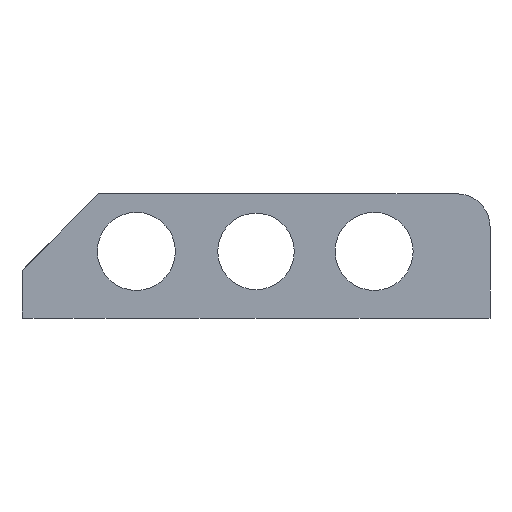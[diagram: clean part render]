
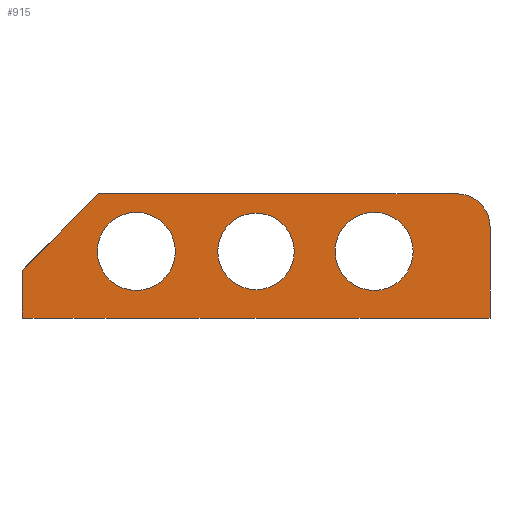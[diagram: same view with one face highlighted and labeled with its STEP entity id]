
A CAD part, top view. The second image highlights one B-rep face of the part: STEP entity #915.
In plain terms, the highlighted planar face has unit normal (0, 0, 1).
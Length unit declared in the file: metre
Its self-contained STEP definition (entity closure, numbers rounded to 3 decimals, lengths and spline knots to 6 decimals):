
#41=CIRCLE('',#993,0.007117);
#42=CIRCLE('',#994,0.00845);
#43=CIRCLE('',#995,0.00828);
#44=CIRCLE('',#996,0.00845);
#176=ORIENTED_EDGE('',*,*,#317,.F.);
#177=ORIENTED_EDGE('',*,*,#408,.F.);
#178=ORIENTED_EDGE('',*,*,#409,.T.);
#179=ORIENTED_EDGE('',*,*,#410,.T.);
#180=ORIENTED_EDGE('',*,*,#400,.F.);
#181=ORIENTED_EDGE('',*,*,#411,.F.);
#182=ORIENTED_EDGE('',*,*,#412,.F.);
#183=ORIENTED_EDGE('',*,*,#413,.F.);
#184=ORIENTED_EDGE('',*,*,#414,.F.);
#317=EDGE_CURVE('',#448,#449,#534,.T.);
#400=EDGE_CURVE('',#509,#510,#601,.T.);
#408=EDGE_CURVE('',#514,#448,#608,.T.);
#409=EDGE_CURVE('',#514,#515,#41,.T.);
#410=EDGE_CURVE('',#515,#510,#609,.T.);
#411=EDGE_CURVE('',#449,#509,#610,.T.);
#412=EDGE_CURVE('',#516,#516,#42,.T.);
#413=EDGE_CURVE('',#517,#517,#43,.T.);
#414=EDGE_CURVE('',#518,#518,#44,.T.);
#448=VERTEX_POINT('',#1297);
#449=VERTEX_POINT('',#1299);
#509=VERTEX_POINT('',#1478);
#510=VERTEX_POINT('',#1480);
#514=VERTEX_POINT('',#1494);
#515=VERTEX_POINT('',#1496);
#516=VERTEX_POINT('',#1500);
#517=VERTEX_POINT('',#1502);
#518=VERTEX_POINT('',#1504);
#534=LINE('',#1298,#640);
#601=LINE('',#1479,#707);
#608=LINE('',#1493,#714);
#609=LINE('',#1497,#715);
#610=LINE('',#1498,#716);
#640=VECTOR('',#1041,1.);
#707=VECTOR('',#1168,1.);
#714=VECTOR('',#1181,1.);
#715=VECTOR('',#1184,1.);
#716=VECTOR('',#1185,1.);
#759=EDGE_LOOP('',(#176,#177,#178,#179,#180,#181));
#760=EDGE_LOOP('',(#182));
#761=EDGE_LOOP('',(#183));
#762=EDGE_LOOP('',(#184));
#818=FACE_BOUND('',#759,.T.);
#819=FACE_BOUND('',#760,.T.);
#820=FACE_BOUND('',#761,.T.);
#821=FACE_BOUND('',#762,.T.);
#873=PLANE('',#992);
#915=ADVANCED_FACE('',(#818,#819,#820,#821),#873,.T.);
#992=AXIS2_PLACEMENT_3D('',#1492,#1179,#1180);
#993=AXIS2_PLACEMENT_3D('',#1495,#1182,#1183);
#994=AXIS2_PLACEMENT_3D('',#1499,#1186,#1187);
#995=AXIS2_PLACEMENT_3D('',#1501,#1188,#1189);
#996=AXIS2_PLACEMENT_3D('',#1503,#1190,#1191);
#1041=DIRECTION('',(-1.,0.,0.));
#1168=DIRECTION('',(0.707,0.707,0.));
#1179=DIRECTION('',(0.,0.,1.));
#1180=DIRECTION('',(1.,0.,0.));
#1181=DIRECTION('',(0.,-1.,0.));
#1182=DIRECTION('',(0.,0.,1.));
#1183=DIRECTION('',(1.,0.,0.));
#1184=DIRECTION('',(-1.,0.,0.));
#1185=DIRECTION('',(0.,1.,0.));
#1186=DIRECTION('',(0.,0.,1.));
#1187=DIRECTION('',(1.,0.,0.));
#1188=DIRECTION('',(0.,0.,1.));
#1189=DIRECTION('',(1.,0.,0.));
#1190=DIRECTION('',(0.,0.,1.));
#1191=DIRECTION('',(1.,0.,0.));
#1297=CARTESIAN_POINT('',(0.050667,0.02245,0.0073));
#1298=CARTESIAN_POINT('',(-0.041835,0.02245,0.0073));
#1299=CARTESIAN_POINT('',(-0.050667,0.02245,0.0073));
#1478=CARTESIAN_POINT('',(-0.050667,0.032833,0.0073));
#1479=CARTESIAN_POINT('',(-0.0424,0.0411,0.0073));
#1480=CARTESIAN_POINT('',(-0.034133,0.049367,0.0073));
#1492=CARTESIAN_POINT('',(0.,0.,0.0073));
#1493=CARTESIAN_POINT('',(0.050667,0.03235,0.0073));
#1494=CARTESIAN_POINT('',(0.050667,0.04225,0.0073));
#1495=CARTESIAN_POINT('',(0.04355,0.04225,0.0073));
#1496=CARTESIAN_POINT('',(0.04355,0.049367,0.0073));
#1497=CARTESIAN_POINT('',(0.004709,0.049367,0.0073));
#1498=CARTESIAN_POINT('',(-0.050667,0.027641,0.0073));
#1499=CARTESIAN_POINT('',(0.02558,0.0369,0.0073));
#1500=CARTESIAN_POINT('',(0.03403,0.0369,0.0073));
#1501=CARTESIAN_POINT('',(0.,0.0369,0.0073));
#1502=CARTESIAN_POINT('',(0.00828,0.0369,0.0073));
#1503=CARTESIAN_POINT('',(-0.02592,0.0369,0.0073));
#1504=CARTESIAN_POINT('',(-0.01747,0.0369,0.0073));
